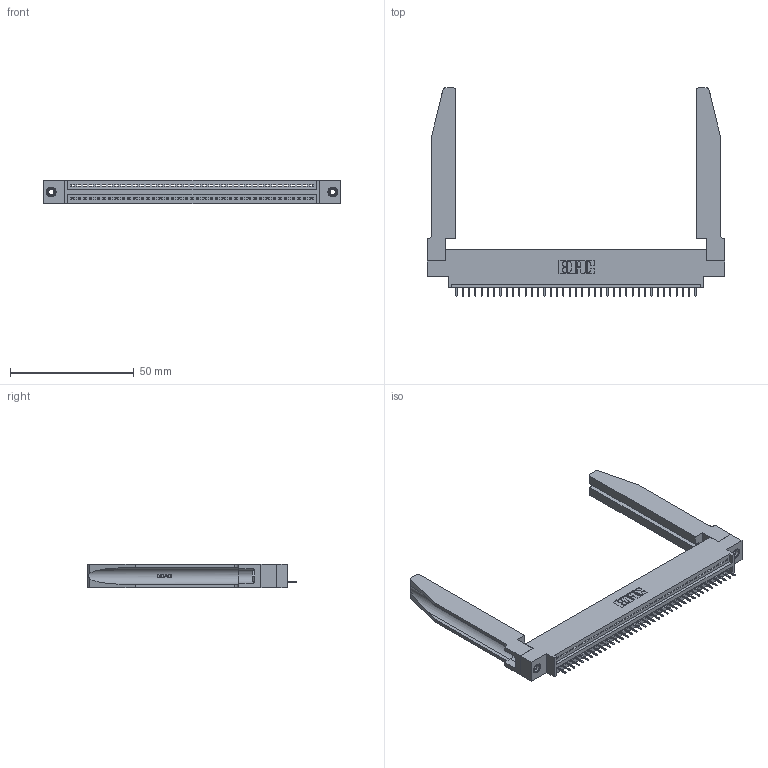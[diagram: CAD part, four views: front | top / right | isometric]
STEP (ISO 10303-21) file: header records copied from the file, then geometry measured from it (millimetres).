
FILE_DESCRIPTION (( 'STEP AP203' ), '1' );
FILE_NAME ('395-039-525-678.STEP', '2020-09-24T01:58:16', ( '' ), ( '' ), 'SwSTEP 2.0', 'SolidWorks 2020', '' );
FILE_SCHEMA (( 'CONFIG_CONTROL_DESIGN' ));
Length unit declared in the file: inch
Products named in the file (5): 395-039-525-678; 345-220-078_345-220-078; 345-292-001_345-293-125; 345-250-001_345-250-001-102; 345 Part_0.170 Offset - 0.156 Dia-TH
Assembly tree (44 placements, depth 2):
  395-039-525-678
    345 Part_0.170 Offset - 0.156 Dia-TH
    345-292-001_345-293-125  x39
    345-250-001_345-250-001-102  x2
    345-220-078_345-220-078  x2
Bounding box: 120.29 x 84 x 9.4 mm (x, y, z)
Volume: 18899 mm3; surface area: 21189.1 mm2
Topology: 44 solids, 44 shells, 2782 faces, 7981 edges, 5154 vertices
Faces by surface type: plane 2020, cylinder 710, bspline 36, cone 12, torus 4
Entity records: 34702 total; most frequent: CARTESIAN_POINT 6908, ORIENTED_EDGE 5778, DIRECTION 5045, EDGE_CURVE 2889, VECTOR 2511, LINE 2511, VERTEX_POINT 1916, AXIS2_PLACEMENT_3D 1267
